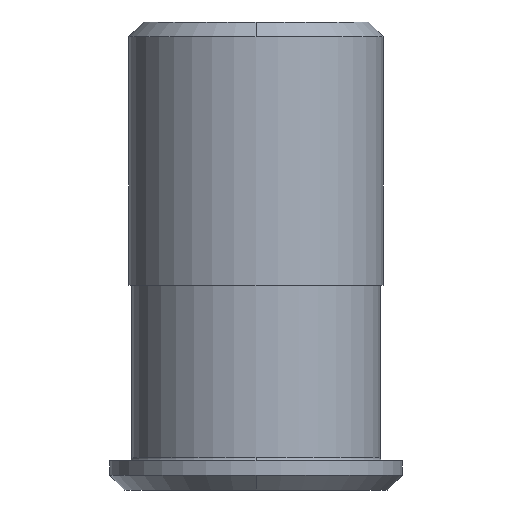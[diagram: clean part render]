
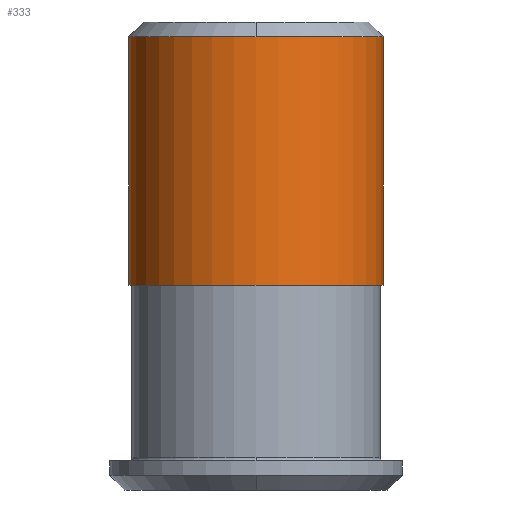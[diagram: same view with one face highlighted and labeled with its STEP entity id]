
A CAD part, front view. The second image highlights one B-rep face of the part: STEP entity #333.
In plain terms, the highlighted cylindrical face has radius 8.7 mm (diameter 17.4 mm), a partial arc.
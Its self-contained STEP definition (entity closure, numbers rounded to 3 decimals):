
#2 = DIRECTION ( 'NONE',  ( 0., 0., -1. ) ) ;
#15 = EDGE_CURVE ( 'NONE', #579, #561, #66, .T. ) ;
#42 = ORIENTED_EDGE ( 'NONE', *, *, #583, .T. ) ;
#46 = CARTESIAN_POINT ( 'NONE',  ( 0., -8.7, 29. ) ) ;
#50 = CARTESIAN_POINT ( 'NONE',  ( -8.7, 0., 29. ) ) ;
#58 = CARTESIAN_POINT ( 'NONE',  ( 0., 0., 31.6 ) ) ;
#66 = LINE ( 'NONE', #457, #114 ) ;
#71 = CIRCLE ( 'NONE', #597, 8.7 ) ;
#78 = FACE_OUTER_BOUND ( 'NONE', #515, .T. ) ;
#89 = ORIENTED_EDGE ( 'NONE', *, *, #15, .T. ) ;
#91 = CIRCLE ( 'NONE', #380, 8.7 ) ;
#98 = DIRECTION ( 'NONE',  ( 0., 0., -1. ) ) ;
#99 = DIRECTION ( 'NONE',  ( 0., 0., -1. ) ) ;
#100 = CARTESIAN_POINT ( 'NONE',  ( -8.7, 0., 12. ) ) ;
#114 = VECTOR ( 'NONE', #625, 1000. ) ;
#116 = CYLINDRICAL_SURFACE ( 'NONE', #378, 8.7 ) ;
#181 = EDGE_CURVE ( 'NONE', #570, #561, #309, .T. ) ;
#187 = LINE ( 'NONE', #580, #465 ) ;
#202 = DIRECTION ( 'NONE',  ( 0., 0., -1. ) ) ;
#249 = CARTESIAN_POINT ( 'NONE',  ( 0., 0., 29. ) ) ;
#255 = CARTESIAN_POINT ( 'NONE',  ( 0., 0., 29. ) ) ;
#282 = CARTESIAN_POINT ( 'NONE',  ( 8.7, 0., 29. ) ) ;
#283 = EDGE_CURVE ( 'NONE', #508, #570, #187, .T. ) ;
#309 = CIRCLE ( 'NONE', #503, 8.7 ) ;
#311 = CARTESIAN_POINT ( 'NONE',  ( 0., 0., 12. ) ) ;
#330 = ORIENTED_EDGE ( 'NONE', *, *, #573, .T. ) ;
#333 = ADVANCED_FACE ( 'NONE', ( #78 ), #116, .T. ) ;
#360 = CARTESIAN_POINT ( 'NONE',  ( 8.7, 0., 12. ) ) ;
#365 = DIRECTION ( 'NONE',  ( 1., 0., 0. ) ) ;
#378 = AXIS2_PLACEMENT_3D ( 'NONE', #58, #2, #489 ) ;
#380 = AXIS2_PLACEMENT_3D ( 'NONE', #255, #469, #365 ) ;
#414 = DIRECTION ( 'NONE',  ( -1., 0., 0. ) ) ;
#457 = CARTESIAN_POINT ( 'NONE',  ( -8.7, 0., 31.6 ) ) ;
#465 = VECTOR ( 'NONE', #99, 1000. ) ;
#469 = DIRECTION ( 'NONE',  ( 0., 0., -1. ) ) ;
#489 = DIRECTION ( 'NONE',  ( -1., 0., 0. ) ) ;
#503 = AXIS2_PLACEMENT_3D ( 'NONE', #311, #202, #414 ) ;
#508 = VERTEX_POINT ( 'NONE', #282 ) ;
#515 = EDGE_LOOP ( 'NONE', ( #610, #42, #330, #89, #667 ) ) ;
#561 = VERTEX_POINT ( 'NONE', #100 ) ;
#570 = VERTEX_POINT ( 'NONE', #360 ) ;
#573 = EDGE_CURVE ( 'NONE', #604, #579, #91, .T. ) ;
#579 = VERTEX_POINT ( 'NONE', #50 ) ;
#580 = CARTESIAN_POINT ( 'NONE',  ( 8.7, 0., 31.6 ) ) ;
#583 = EDGE_CURVE ( 'NONE', #508, #604, #71, .T. ) ;
#597 = AXIS2_PLACEMENT_3D ( 'NONE', #249, #98, #691 ) ;
#604 = VERTEX_POINT ( 'NONE', #46 ) ;
#610 = ORIENTED_EDGE ( 'NONE', *, *, #283, .F. ) ;
#625 = DIRECTION ( 'NONE',  ( 0., 0., -1. ) ) ;
#667 = ORIENTED_EDGE ( 'NONE', *, *, #181, .F. ) ;
#691 = DIRECTION ( 'NONE',  ( 1., 0., 0. ) ) ;
